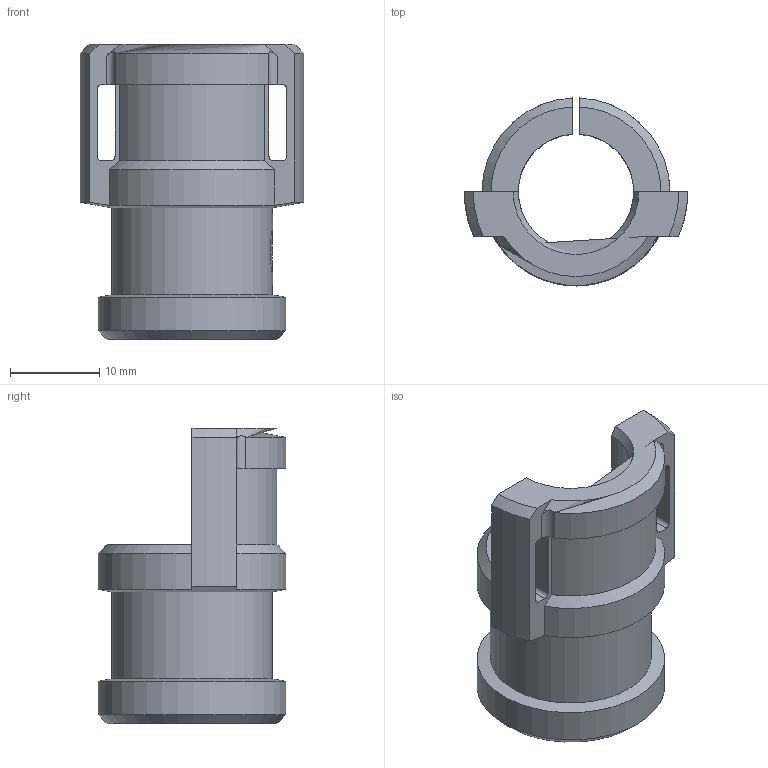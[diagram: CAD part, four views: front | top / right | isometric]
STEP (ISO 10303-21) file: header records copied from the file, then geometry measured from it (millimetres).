
FILE_DESCRIPTION(/* description */ (''),/* implementation_level */ '2;1');
FILE_NAME(/* name */ '100583920ugm000_a.stp',/* time_stamp */ '2014-07-03T10:41:43+02:00',/* author */ (''),/* organization */ (''),/* preprocessor_version */ 'ST-DEVELOPER v15',/* originating_system */ 'SIEMENS PLM Software NX 8.5',/* authorisation */ '');
FILE_SCHEMA (('AUTOMOTIVE_DESIGN { 1 0 10303 214 3 1 1 1 }'));
Length unit declared in the file: millimetre
Products named in the file (1): 100583920ugm000_a
Bounding box: 25 x 20.99 x 33 mm (x, y, z)
Volume: 4671.5 mm3; surface area: 3748.3 mm2
Topology: 1 solids, 1 shells, 149 faces, 500 edges, 455 vertices
Faces by surface type: plane 93, cylinder 43, cone 11, extrusion 2
Full cylindrical faces by diameter (mm): 0.495 x1, 0.585 x1
Entity records: 6681 total; most frequent: CARTESIAN_POINT 1700, DIRECTION 889, ORIENTED_EDGE 814, EDGE_CURVE 407, VECTOR 311, LINE 309, AXIS2_PLACEMENT_3D 289, VERTEX_POINT 273
